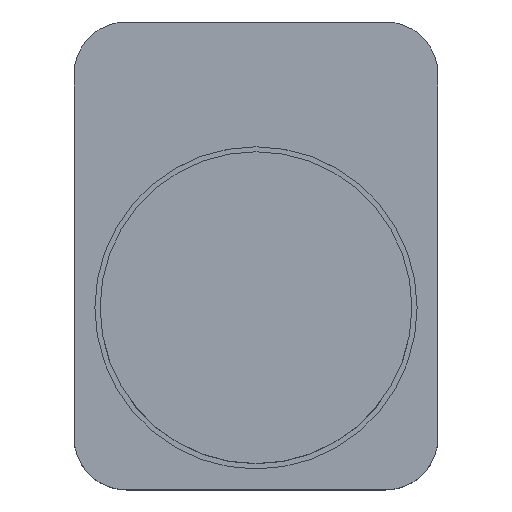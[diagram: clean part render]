
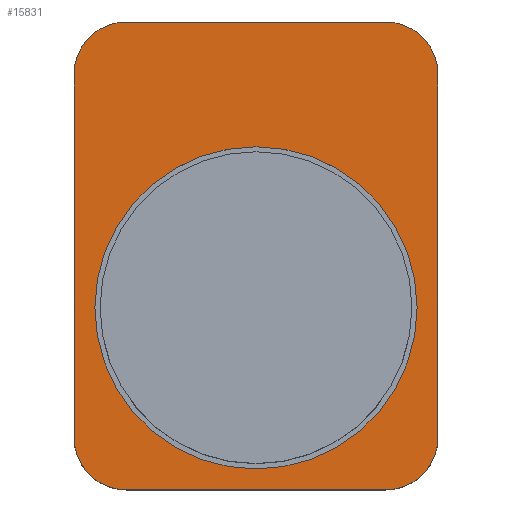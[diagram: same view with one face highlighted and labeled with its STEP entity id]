
A CAD part, top view. The second image highlights one B-rep face of the part: STEP entity #15831.
In plain terms, the highlighted planar face has unit normal (0, 0, 1).
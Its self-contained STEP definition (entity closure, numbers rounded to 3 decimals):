
#159=FACE_BOUND('',#2565,.T.);
#727=PLANE('',#17259);
#1669=FACE_OUTER_BOUND('',#2564,.T.);
#2564=EDGE_LOOP('',(#13909,#13910,#13911,#13912,#13913,#13914,#13915,#13916));
#2565=EDGE_LOOP('',(#13917));
#4150=LINE('',#25991,#5814);
#4153=LINE('',#25999,#5817);
#4156=LINE('',#26007,#5820);
#4159=LINE('',#26014,#5823);
#5814=VECTOR('',#21266,10.);
#5817=VECTOR('',#21275,10.);
#5820=VECTOR('',#21284,10.);
#5823=VECTOR('',#21293,10.);
#6398=CIRCLE('',#17246,31.);
#6399=CIRCLE('',#17248,10.);
#6400=CIRCLE('',#17251,10.);
#6401=CIRCLE('',#17254,10.);
#6402=CIRCLE('',#17257,10.);
#7680=VERTEX_POINT('',#25980);
#7681=VERTEX_POINT('',#25984);
#7682=VERTEX_POINT('',#25985);
#7683=VERTEX_POINT('',#25990);
#7684=VERTEX_POINT('',#25994);
#7685=VERTEX_POINT('',#25998);
#7686=VERTEX_POINT('',#26002);
#7687=VERTEX_POINT('',#26006);
#7688=VERTEX_POINT('',#26010);
#9779=EDGE_CURVE('',#7680,#7680,#6398,.T.);
#9780=EDGE_CURVE('',#7681,#7682,#6399,.T.);
#9783=EDGE_CURVE('',#7683,#7682,#4150,.T.);
#9785=EDGE_CURVE('',#7683,#7684,#6400,.T.);
#9787=EDGE_CURVE('',#7685,#7684,#4153,.T.);
#9789=EDGE_CURVE('',#7685,#7686,#6401,.T.);
#9791=EDGE_CURVE('',#7687,#7686,#4156,.T.);
#9793=EDGE_CURVE('',#7687,#7688,#6402,.T.);
#9795=EDGE_CURVE('',#7681,#7688,#4159,.T.);
#13909=ORIENTED_EDGE('',*,*,#9795,.F.);
#13910=ORIENTED_EDGE('',*,*,#9780,.T.);
#13911=ORIENTED_EDGE('',*,*,#9783,.F.);
#13912=ORIENTED_EDGE('',*,*,#9785,.T.);
#13913=ORIENTED_EDGE('',*,*,#9787,.F.);
#13914=ORIENTED_EDGE('',*,*,#9789,.T.);
#13915=ORIENTED_EDGE('',*,*,#9791,.F.);
#13916=ORIENTED_EDGE('',*,*,#9793,.T.);
#13917=ORIENTED_EDGE('',*,*,#9779,.T.);
#15831=ADVANCED_FACE('',(#1669,#159),#727,.T.);
#17246=AXIS2_PLACEMENT_3D('',#25982,#21256,#21257);
#17248=AXIS2_PLACEMENT_3D('',#25986,#21260,#21261);
#17251=AXIS2_PLACEMENT_3D('',#25995,#21270,#21271);
#17254=AXIS2_PLACEMENT_3D('',#26003,#21279,#21280);
#17257=AXIS2_PLACEMENT_3D('',#26011,#21288,#21289);
#17259=AXIS2_PLACEMENT_3D('',#26015,#21294,#21295);
#21256=DIRECTION('center_axis',(0.,0.,-1.));
#21257=DIRECTION('ref_axis',(1.,0.,0.));
#21260=DIRECTION('center_axis',(0.,0.,1.));
#21261=DIRECTION('ref_axis',(1.,0.,0.));
#21266=DIRECTION('',(1.,0.,0.));
#21270=DIRECTION('center_axis',(0.,0.,1.));
#21271=DIRECTION('ref_axis',(0.,1.,0.));
#21275=DIRECTION('',(0.,1.,0.));
#21279=DIRECTION('center_axis',(0.,0.,1.));
#21280=DIRECTION('ref_axis',(-1.,0.,0.));
#21284=DIRECTION('',(-1.,0.,0.));
#21288=DIRECTION('center_axis',(0.,0.,1.));
#21289=DIRECTION('ref_axis',(0.,-1.,0.));
#21293=DIRECTION('',(0.,-1.,0.));
#21294=DIRECTION('center_axis',(0.,0.,1.));
#21295=DIRECTION('ref_axis',(1.,0.,0.));
#25980=CARTESIAN_POINT('',(-31.,0.,0.));
#25982=CARTESIAN_POINT('Origin',(0.,0.,0.));
#25984=CARTESIAN_POINT('',(35.,45.,0.));
#25985=CARTESIAN_POINT('',(25.,55.,0.));
#25986=CARTESIAN_POINT('Origin',(25.,45.,0.));
#25990=CARTESIAN_POINT('',(-25.,55.,0.));
#25991=CARTESIAN_POINT('',(-25.,55.,0.));
#25994=CARTESIAN_POINT('',(-35.,45.,0.));
#25995=CARTESIAN_POINT('Origin',(-25.,45.,0.));
#25998=CARTESIAN_POINT('',(-35.,-25.,0.));
#25999=CARTESIAN_POINT('',(-35.,35.,0.));
#26002=CARTESIAN_POINT('',(-25.,-35.,0.));
#26003=CARTESIAN_POINT('Origin',(-25.,-25.,0.));
#26006=CARTESIAN_POINT('',(25.,-35.,0.));
#26007=CARTESIAN_POINT('',(25.,-35.,0.));
#26010=CARTESIAN_POINT('',(35.,-25.,0.));
#26011=CARTESIAN_POINT('Origin',(25.,-25.,0.));
#26014=CARTESIAN_POINT('',(35.,45.,0.));
#26015=CARTESIAN_POINT('Origin',(0.,10.,0.));
